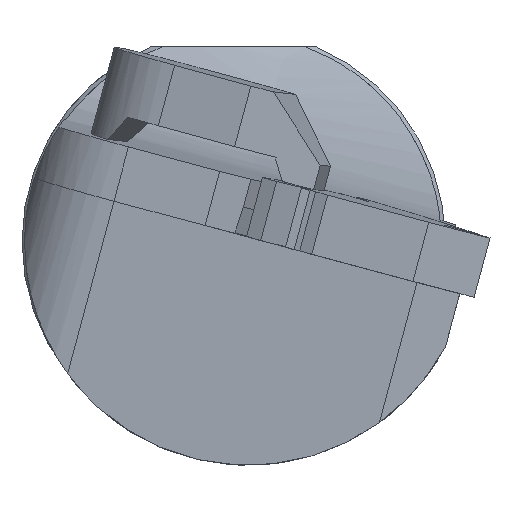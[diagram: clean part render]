
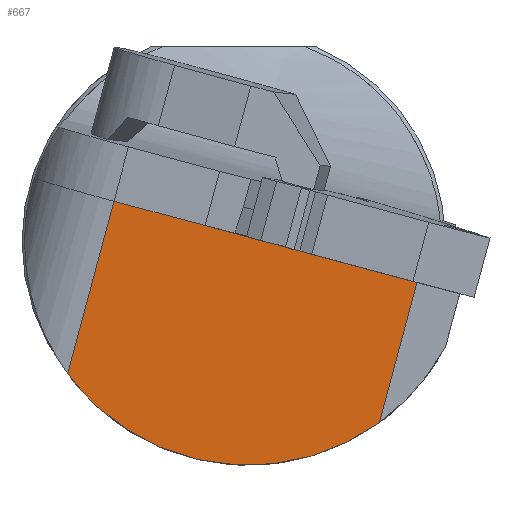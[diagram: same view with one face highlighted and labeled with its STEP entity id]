
A CAD part, left-side view. The second image highlights one B-rep face of the part: STEP entity #667.
In plain terms, the highlighted planar face has unit normal (-1, 0.007, -0.025).
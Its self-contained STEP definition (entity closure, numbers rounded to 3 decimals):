
#31=ELLIPSE('',#1949,13.205,13.2);
#667=ADVANCED_FACE('',(#795),#738,.F.);
#738=PLANE('',#1950);
#795=FACE_OUTER_BOUND('',#866,.T.);
#866=EDGE_LOOP('',(#1067,#1068,#1069,#1070,#1071));
#1067=ORIENTED_EDGE('',*,*,#1525,.F.);
#1068=ORIENTED_EDGE('',*,*,#1524,.F.);
#1069=ORIENTED_EDGE('',*,*,#1526,.F.);
#1070=ORIENTED_EDGE('',*,*,#1527,.T.);
#1071=ORIENTED_EDGE('',*,*,#1528,.F.);
#1366=VERTEX_POINT('',#2760);
#1368=VERTEX_POINT('',#2774);
#1369=VERTEX_POINT('',#2778);
#1370=VERTEX_POINT('',#2780);
#1371=VERTEX_POINT('',#2782);
#1524=EDGE_CURVE('',#1368,#1366,#1714,.T.);
#1525=EDGE_CURVE('',#1366,#1369,#1715,.T.);
#1526=EDGE_CURVE('',#1370,#1368,#31,.T.);
#1527=EDGE_CURVE('',#1370,#1371,#1716,.T.);
#1528=EDGE_CURVE('',#1369,#1371,#1717,.T.);
#1714=LINE('',#2775,#1853);
#1715=LINE('',#2777,#1854);
#1716=LINE('',#2781,#1855);
#1717=LINE('',#2783,#1856);
#1853=VECTOR('',#2144,1.);
#1854=VECTOR('',#2147,1.);
#1855=VECTOR('',#2150,1.);
#1856=VECTOR('',#2151,1.);
#1949=AXIS2_PLACEMENT_3D('',#2779,#2148,#2149);
#1950=AXIS2_PLACEMENT_3D('',#2784,#2152,#2153);
#2144=DIRECTION('',(-0.026,-0.259,0.966));
#2147=DIRECTION('',(0.,-0.966,-0.259));
#2148=DIRECTION('',(1.,-0.007,0.025));
#2149=DIRECTION('',(-0.026,-0.259,0.966));
#2150=DIRECTION('',(-0.026,-0.259,0.966));
#2151=DIRECTION('',(0.,-0.966,-0.259));
#2152=DIRECTION('',(1.,-0.007,0.025));
#2153=DIRECTION('',(0.025,0.,-1.));
#2760=CARTESIAN_POINT('',(-163.275,28.746,46.088));
#2774=CARTESIAN_POINT('',(-162.998,31.476,35.898));
#2775=CARTESIAN_POINT('',(-162.564,35.767,19.885));
#2777=CARTESIAN_POINT('',(-163.275,28.746,46.088));
#2778=CARTESIAN_POINT('',(-163.275,23.362,44.645));
#2779=CARTESIAN_POINT('',(-163.268,20.825,43.694));
#2780=CARTESIAN_POINT('',(-163.05,13.068,33.013));
#2781=CARTESIAN_POINT('',(-162.564,17.871,15.09));
#2782=CARTESIAN_POINT('',(-163.275,10.85,41.292));
#2783=CARTESIAN_POINT('',(-163.275,28.746,46.088));
#2784=CARTESIAN_POINT('',(-162.564,35.767,19.885));
